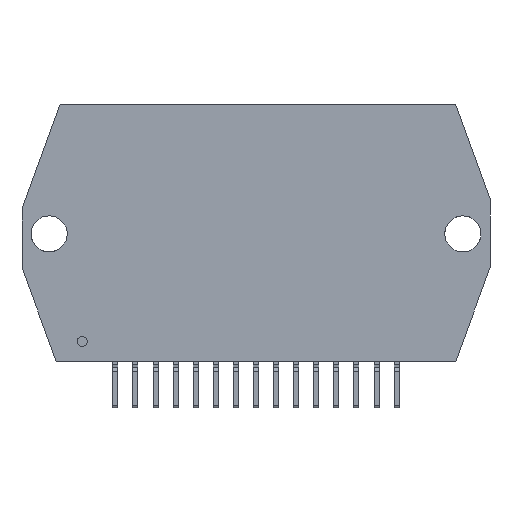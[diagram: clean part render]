
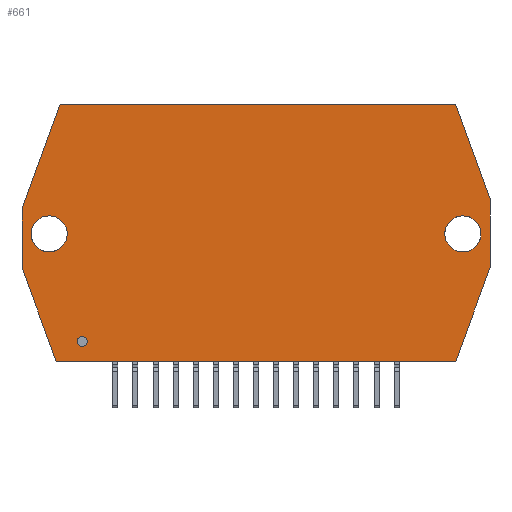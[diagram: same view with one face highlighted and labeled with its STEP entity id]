
A CAD part, front view. The second image highlights one B-rep face of the part: STEP entity #661.
In plain terms, the highlighted planar face has unit normal (0, -1, 0).
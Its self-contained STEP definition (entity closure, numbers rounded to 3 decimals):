
#22 = VERTEX_POINT('',#23);
#23 = CARTESIAN_POINT('',(33.9,-5.85,1.));
#40 = VERTEX_POINT('',#41);
#41 = CARTESIAN_POINT('',(-5.9,-5.85,1.));
#47 = EDGE_CURVE('',#40,#22,#48,.T.);
#48 = LINE('',#49,#50);
#49 = CARTESIAN_POINT('',(-9.3,-5.85,1.));
#50 = VECTOR('',#51,1.);
#51 = DIRECTION('',(1.,0.,0.));
#64 = VERTEX_POINT('',#65);
#65 = CARTESIAN_POINT('',(37.3,-5.85,10.343));
#71 = EDGE_CURVE('',#64,#22,#72,.T.);
#72 = LINE('',#73,#74);
#73 = CARTESIAN_POINT('',(31.133,-5.85,-6.6));
#74 = VECTOR('',#75,1.);
#75 = DIRECTION('',(-0.342,0.,-0.94));
#661 = ADVANCED_FACE('',(#662,#712,#723,#734),#745,.F.);
#662 = FACE_BOUND('',#663,.F.);
#663 = EDGE_LOOP('',(#664,#665,#673,#681,#689,#697,#705,#711));
#664 = ORIENTED_EDGE('',*,*,#47,.F.);
#665 = ORIENTED_EDGE('',*,*,#666,.T.);
#666 = EDGE_CURVE('',#40,#667,#669,.T.);
#667 = VERTEX_POINT('',#668);
#668 = CARTESIAN_POINT('',(-9.3,-5.85,10.343));
#669 = LINE('',#670,#671);
#670 = CARTESIAN_POINT('',(-5.859,-5.85,0.888));
#671 = VECTOR('',#672,1.);
#672 = DIRECTION('',(-0.342,0.,0.94));
#673 = ORIENTED_EDGE('',*,*,#674,.T.);
#674 = EDGE_CURVE('',#667,#675,#677,.T.);
#675 = VERTEX_POINT('',#676);
#676 = CARTESIAN_POINT('',(-9.3,-5.85,16.195));
#677 = LINE('',#678,#679);
#678 = CARTESIAN_POINT('',(-9.3,-5.85,1.));
#679 = VECTOR('',#680,1.);
#680 = DIRECTION('',(0.,0.,1.));
#681 = ORIENTED_EDGE('',*,*,#682,.T.);
#682 = EDGE_CURVE('',#675,#683,#685,.T.);
#683 = VERTEX_POINT('',#684);
#684 = CARTESIAN_POINT('',(-5.513,-5.85,26.6));
#685 = LINE('',#686,#687);
#686 = CARTESIAN_POINT('',(-12.302,-5.85,7.947));
#687 = VECTOR('',#688,1.);
#688 = DIRECTION('',(0.342,0.,0.94));
#689 = ORIENTED_EDGE('',*,*,#690,.T.);
#690 = EDGE_CURVE('',#683,#691,#693,.T.);
#691 = VERTEX_POINT('',#692);
#692 = CARTESIAN_POINT('',(33.877,-5.85,26.6));
#693 = LINE('',#694,#695);
#694 = CARTESIAN_POINT('',(-9.3,-5.85,26.6));
#695 = VECTOR('',#696,1.);
#696 = DIRECTION('',(1.,0.,0.));
#697 = ORIENTED_EDGE('',*,*,#698,.T.);
#698 = EDGE_CURVE('',#691,#699,#701,.T.);
#699 = VERTEX_POINT('',#700);
#700 = CARTESIAN_POINT('',(37.3,-5.85,17.195));
#701 = LINE('',#702,#703);
#702 = CARTESIAN_POINT('',(37.737,-5.85,15.994));
#703 = VECTOR('',#704,1.);
#704 = DIRECTION('',(0.342,0.,-0.94));
#705 = ORIENTED_EDGE('',*,*,#706,.F.);
#706 = EDGE_CURVE('',#64,#699,#707,.T.);
#707 = LINE('',#708,#709);
#708 = CARTESIAN_POINT('',(37.3,-5.85,1.));
#709 = VECTOR('',#710,1.);
#710 = DIRECTION('',(0.,0.,1.));
#711 = ORIENTED_EDGE('',*,*,#71,.T.);
#712 = FACE_BOUND('',#713,.F.);
#713 = EDGE_LOOP('',(#714));
#714 = ORIENTED_EDGE('',*,*,#715,.T.);
#715 = EDGE_CURVE('',#716,#716,#718,.T.);
#716 = VERTEX_POINT('',#717);
#717 = CARTESIAN_POINT('',(36.4,-5.85,13.7));
#718 = CIRCLE('',#719,1.8);
#719 = AXIS2_PLACEMENT_3D('',#720,#721,#722);
#720 = CARTESIAN_POINT('',(34.6,-5.85,13.7));
#721 = DIRECTION('',(0.,-1.,0.));
#722 = DIRECTION('',(1.,0.,0.));
#723 = FACE_BOUND('',#724,.F.);
#724 = EDGE_LOOP('',(#725));
#725 = ORIENTED_EDGE('',*,*,#726,.T.);
#726 = EDGE_CURVE('',#727,#727,#729,.T.);
#727 = VERTEX_POINT('',#728);
#728 = CARTESIAN_POINT('',(-2.8,-5.85,3.));
#729 = CIRCLE('',#730,0.5);
#730 = AXIS2_PLACEMENT_3D('',#731,#732,#733);
#731 = CARTESIAN_POINT('',(-3.3,-5.85,3.));
#732 = DIRECTION('',(0.,-1.,0.));
#733 = DIRECTION('',(1.,0.,0.));
#734 = FACE_BOUND('',#735,.F.);
#735 = EDGE_LOOP('',(#736));
#736 = ORIENTED_EDGE('',*,*,#737,.T.);
#737 = EDGE_CURVE('',#738,#738,#740,.T.);
#738 = VERTEX_POINT('',#739);
#739 = CARTESIAN_POINT('',(-4.8,-5.85,13.7));
#740 = CIRCLE('',#741,1.8);
#741 = AXIS2_PLACEMENT_3D('',#742,#743,#744);
#742 = CARTESIAN_POINT('',(-6.6,-5.85,13.7));
#743 = DIRECTION('',(0.,-1.,0.));
#744 = DIRECTION('',(1.,0.,0.));
#745 = PLANE('',#746);
#746 = AXIS2_PLACEMENT_3D('',#747,#748,#749);
#747 = CARTESIAN_POINT('',(-9.3,-5.85,1.));
#748 = DIRECTION('',(0.,1.,0.));
#749 = DIRECTION('',(1.,0.,0.));
